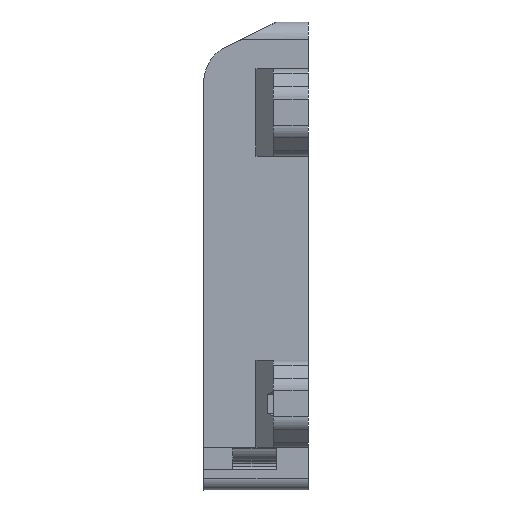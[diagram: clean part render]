
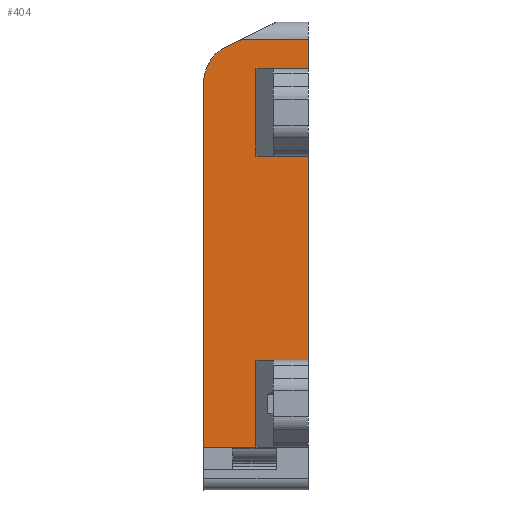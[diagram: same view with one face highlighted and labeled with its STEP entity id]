
A CAD part, left-side view. The second image highlights one B-rep face of the part: STEP entity #404.
In plain terms, the highlighted planar face has unit normal (-1, 0, 0).
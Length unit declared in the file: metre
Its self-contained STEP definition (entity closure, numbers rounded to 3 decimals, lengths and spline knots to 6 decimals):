
#404 = ADVANCED_FACE( '', ( #896 ), #897, .F. );
#896 = FACE_OUTER_BOUND( '', #1467, .T. );
#897 = PLANE( '', #1468 );
#1467 = EDGE_LOOP( '', ( #2792, #2793, #2794, #2795, #2796, #2797, #2798, #2799, #2800, #2801, #2802, #2803, #2804, #2805, #2806 ) );
#1468 = AXIS2_PLACEMENT_3D( '', #2807, #2808, #2809 );
#2792 = ORIENTED_EDGE( '', *, *, #4064, .T. );
#2793 = ORIENTED_EDGE( '', *, *, #4063, .T. );
#2794 = ORIENTED_EDGE( '', *, *, #4076, .F. );
#2795 = ORIENTED_EDGE( '', *, *, #4089, .T. );
#2796 = ORIENTED_EDGE( '', *, *, #4090, .T. );
#2797 = ORIENTED_EDGE( '', *, *, #4091, .T. );
#2798 = ORIENTED_EDGE( '', *, *, #3982, .T. );
#2799 = ORIENTED_EDGE( '', *, *, #3761, .F. );
#2800 = ORIENTED_EDGE( '', *, *, #3721, .T. );
#2801 = ORIENTED_EDGE( '', *, *, #4052, .T. );
#2802 = ORIENTED_EDGE( '', *, *, #3975, .T. );
#2803 = ORIENTED_EDGE( '', *, *, #4092, .T. );
#2804 = ORIENTED_EDGE( '', *, *, #4093, .T. );
#2805 = ORIENTED_EDGE( '', *, *, #3910, .T. );
#2806 = ORIENTED_EDGE( '', *, *, #4094, .T. );
#2807 = CARTESIAN_POINT( '', ( 0.000788, 0.018613, 0.038736 ) );
#2808 = DIRECTION( '', ( 1., 0., 0. ) );
#2809 = DIRECTION( '', ( 0., 1., 0. ) );
#3721 = EDGE_CURVE( '', #4567, #4569, #4571, .T. );
#3761 = EDGE_CURVE( '', #4567, #4629, #4633, .F. );
#3910 = EDGE_CURVE( '', #4872, #4873, #4874, .F. );
#3975 = EDGE_CURVE( '', #4971, #4969, #4972, .T. );
#3982 = EDGE_CURVE( '', #4982, #4629, #4983, .T. );
#4052 = EDGE_CURVE( '', #4569, #4971, #5075, .T. );
#4063 = EDGE_CURVE( '', #5089, #5087, #5090, .T. );
#4064 = EDGE_CURVE( '', #5091, #5089, #5092, .T. );
#4076 = EDGE_CURVE( '', #5109, #5087, #5111, .T. );
#4089 = EDGE_CURVE( '', #5109, #5130, #5131, .T. );
#4090 = EDGE_CURVE( '', #5130, #5132, #5133, .T. );
#4091 = EDGE_CURVE( '', #5132, #4982, #5134, .T. );
#4092 = EDGE_CURVE( '', #4969, #5135, #5136, .F. );
#4093 = EDGE_CURVE( '', #5135, #4872, #5137, .T. );
#4094 = EDGE_CURVE( '', #4873, #5091, #5138, .F. );
#4567 = VERTEX_POINT( '', #5744 );
#4569 = VERTEX_POINT( '', #5747 );
#4571 = LINE( '', #5750, #5751 );
#4629 = VERTEX_POINT( '', #5834 );
#4633 = LINE( '', #5840, #5841 );
#4872 = VERTEX_POINT( '', #6197 );
#4873 = VERTEX_POINT( '', #6198 );
#4874 = CIRCLE( '', #6199, 0.005 );
#4969 = VERTEX_POINT( '', #6332 );
#4971 = VERTEX_POINT( '', #6334 );
#4972 = LINE( '', #6335, #6336 );
#4982 = VERTEX_POINT( '', #6350 );
#4983 = LINE( '', #6351, #6352 );
#5075 = LINE( '', #6490, #6491 );
#5087 = VERTEX_POINT( '', #6509 );
#5089 = VERTEX_POINT( '', #6512 );
#5090 = LINE( '', #6513, #6514 );
#5091 = VERTEX_POINT( '', #6515 );
#5092 = B_SPLINE_CURVE_WITH_KNOTS( '', 1, ( #6516, #6517 ), .UNSPECIFIED., .F., .F., ( 2, 2 ), ( 0., 0.988797 ), .UNSPECIFIED. );
#5109 = VERTEX_POINT( '', #6545 );
#5111 = LINE( '', #6548, #6549 );
#5130 = VERTEX_POINT( '', #6583 );
#5131 = B_SPLINE_CURVE_WITH_KNOTS( '', 1, ( #6584, #6585 ), .UNSPECIFIED., .F., .F., ( 2, 2 ), ( 0., 1. ), .UNSPECIFIED. );
#5132 = VERTEX_POINT( '', #6586 );
#5133 = LINE( '', #6587, #6588 );
#5134 = LINE( '', #6589, #6590 );
#5135 = VERTEX_POINT( '', #6591 );
#5136 = LINE( '', #6592, #6593 );
#5137 = LINE( '', #6594, #6595 );
#5138 = CIRCLE( '', #6596, 0.007361 );
#5744 = CARTESIAN_POINT( '', ( 0.000788, 0.022112, 0.058236 ) );
#5747 = CARTESIAN_POINT( '', ( 0.000788, 0.022112, 0.073236 ) );
#5750 = CARTESIAN_POINT( '', ( 0.000788, 0.022112, 0.073236 ) );
#5751 = VECTOR( '', #7058, 1. );
#5834 = CARTESIAN_POINT( '', ( 0.000787, 0.013112, 0.058236 ) );
#5840 = CARTESIAN_POINT( '', ( 0.000787, 0.013112, 0.058236 ) );
#5841 = VECTOR( '', #7094, 1. );
#6197 = CARTESIAN_POINT( '', ( 0.000788, 0.027727, 0.076718 ) );
#6198 = CARTESIAN_POINT( '', ( 0.000788, 0.029225, 0.075581 ) );
#6199 = AXIS2_PLACEMENT_3D( '', #7255, #7256, #7257 );
#6332 = CARTESIAN_POINT( '', ( 0.000787, 0.013112, 0.078236 ) );
#6334 = CARTESIAN_POINT( '', ( 0.000787, 0.013112, 0.073236 ) );
#6335 = CARTESIAN_POINT( '', ( 0.000787, 0.013111, 0.038736 ) );
#6336 = VECTOR( '', #7331, 1. );
#6350 = CARTESIAN_POINT( '', ( 0.000787, 0.013111, 0.023236 ) );
#6351 = CARTESIAN_POINT( '', ( 0.000787, 0.013111, 0.038736 ) );
#6352 = VECTOR( '', #7342, 1. );
#6490 = CARTESIAN_POINT( '', ( 0.000788, 0.019112, 0.073236 ) );
#6491 = VECTOR( '', #7409, 1. );
#6509 = CARTESIAN_POINT( '', ( 0.000788, 0.031111, 0.008236 ) );
#6512 = CARTESIAN_POINT( '', ( 0.000788, 0.031111, 0.008936 ) );
#6513 = CARTESIAN_POINT( '', ( 0.000788, 0.031112, 0.070715 ) );
#6514 = VECTOR( '', #7417, 1. );
#6515 = CARTESIAN_POINT( '', ( 0.000788, 0.031112, 0.070715 ) );
#6516 = CARTESIAN_POINT( '', ( 0.000788, 0.031112, 0.070715 ) );
#6517 = CARTESIAN_POINT( '', ( 0.000788, 0.031111, 0.008936 ) );
#6545 = CARTESIAN_POINT( '', ( 0.000788, 0.022111, 0.008236 ) );
#6548 = CARTESIAN_POINT( '', ( 0.000787, 0.013111, 0.008236 ) );
#6549 = VECTOR( '', #7426, 1. );
#6583 = CARTESIAN_POINT( '', ( 0.000788, 0.022111, 0.008936 ) );
#6584 = CARTESIAN_POINT( '', ( 0.000788, 0.022111, 0.008236 ) );
#6585 = CARTESIAN_POINT( '', ( 0.000788, 0.022111, 0.008936 ) );
#6586 = CARTESIAN_POINT( '', ( 0.000788, 0.022111, 0.023236 ) );
#6587 = CARTESIAN_POINT( '', ( 0.000788, 0.022111, 0.023236 ) );
#6588 = VECTOR( '', #7436, 1. );
#6589 = CARTESIAN_POINT( '', ( 0.000788, 0.019111, 0.023236 ) );
#6590 = VECTOR( '', #7437, 1. );
#6591 = CARTESIAN_POINT( '', ( 0.000788, 0.024665, 0.078236 ) );
#6592 = CARTESIAN_POINT( '', ( 0.000788, 0.018614, 0.078236 ) );
#6593 = VECTOR( '', #7438, 1. );
#6594 = CARTESIAN_POINT( '', ( 0.000788, 0.023477, 0.078825 ) );
#6595 = VECTOR( '', #7439, 1. );
#6596 = AXIS2_PLACEMENT_3D( '', #7440, #7441, #7442 );
#7058 = DIRECTION( '', ( 0., 0., 1. ) );
#7094 = DIRECTION( '', ( 0., 1., 0. ) );
#7255 = CARTESIAN_POINT( '', ( 0.000788, 0.025507, 0.072238 ) );
#7256 = DIRECTION( '', ( 1., 0., 0. ) );
#7257 = DIRECTION( '', ( 0., 1., 0. ) );
#7331 = DIRECTION( '', ( 0., 0., 1. ) );
#7342 = DIRECTION( '', ( 0., 0., 1. ) );
#7409 = DIRECTION( '', ( 0., -1., 0. ) );
#7417 = DIRECTION( '', ( 0., 0., -1. ) );
#7426 = DIRECTION( '', ( 0., 1., 0. ) );
#7436 = DIRECTION( '', ( 0., 0., 1. ) );
#7437 = DIRECTION( '', ( 0., -1., 0. ) );
#7438 = DIRECTION( '', ( 0., -1., 0. ) );
#7439 = DIRECTION( '', ( 0., 0.896, -0.444 ) );
#7440 = CARTESIAN_POINT( '', ( 0.000788, 0.023751, 0.07066 ) );
#7441 = DIRECTION( '', ( 1., 0., 0. ) );
#7442 = DIRECTION( '', ( 0., 1., 0. ) );
